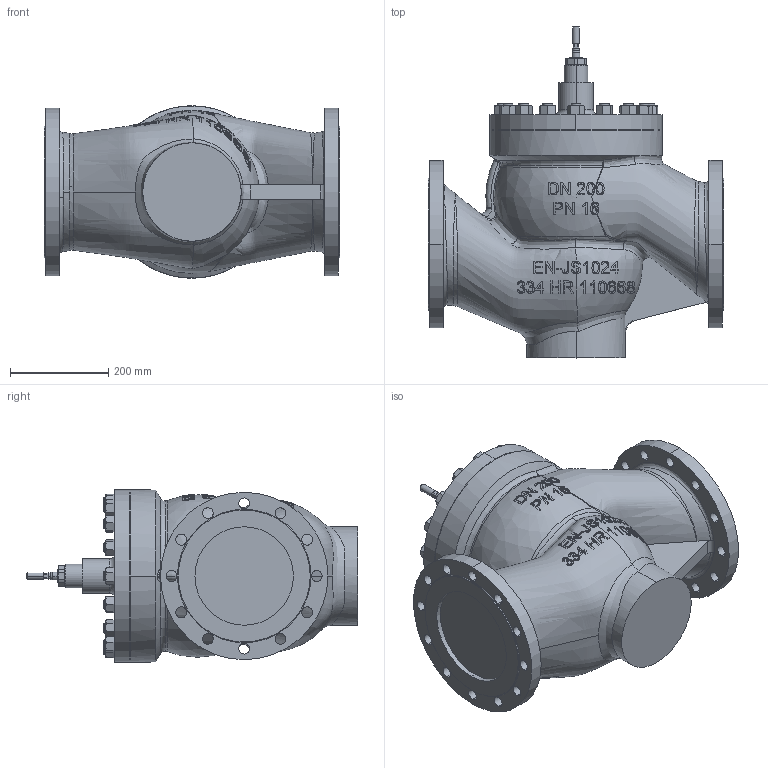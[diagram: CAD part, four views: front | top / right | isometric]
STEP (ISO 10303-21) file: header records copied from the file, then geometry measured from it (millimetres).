
FILE_DESCRIPTION (( 'STEP AP214' ), '1' );
FILE_NAME ('BR225 DN200 XXX PN16 for MC_STEP (Defeature).STEP', '2015-03-03T07:57:02', ( 'tdietz' ), ( '' ), 'SwSTEP 2.0', 'SolidWorks 2014', '' );
FILE_SCHEMA (( 'AUTOMOTIVE_DESIGN' ));
Length unit declared in the file: millimetre
Products named in the file (1): BR225 DN200 XXX PN16 for MC_STEP (Defeature)
Bounding box: 600 x 674 x 350 mm (x, y, z)
Volume: 51828086.9 mm3; surface area: 1289085.2 mm2
Topology: 1 solids, 1 shells, 1055 faces, 2648 edges, 1678 vertices
Faces by surface type: plane 325, bspline 290, cone 240, cylinder 151, torus 26, sphere 23
Entity records: 284426 total; most frequent: CARTESIAN_POINT 256635, ORIENTED_EDGE 5276, DIRECTION 3678, EDGE_CURVE 2638, VERTEX_POINT 1674, AXIS2_PLACEMENT_3D 1499, EDGE_LOOP 1224, B_SPLINE_CURVE_WITH_KNOTS 1223
